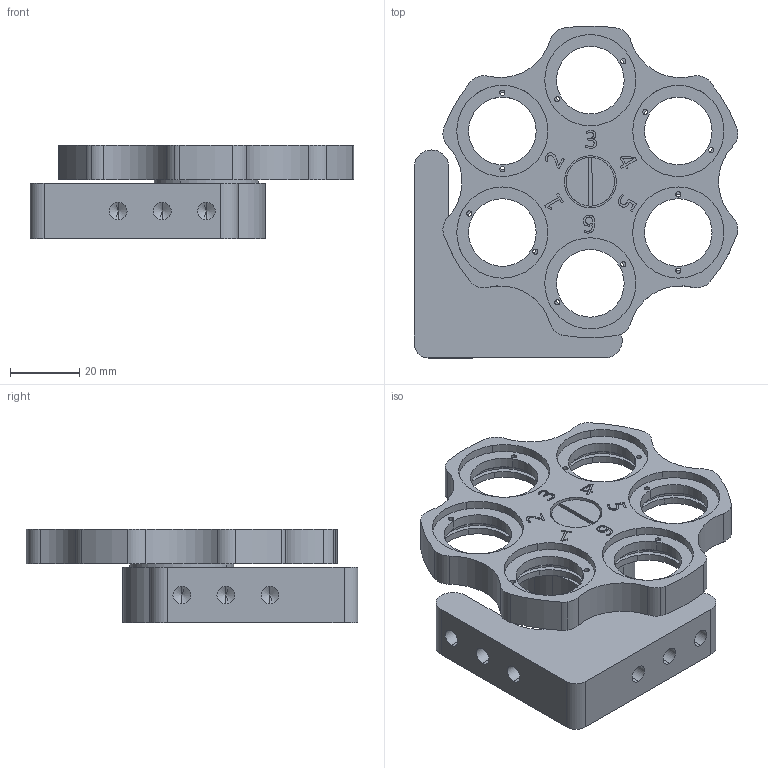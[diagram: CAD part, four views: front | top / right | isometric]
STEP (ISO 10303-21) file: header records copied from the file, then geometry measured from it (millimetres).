
FILE_DESCRIPTION (( 'STEP AP203' ), '1' );
FILE_NAME ('04RFH-1.STEP', '2016-04-14T02:13:50', ( '' ), ( '' ), 'SwSTEP 2.0', 'SolidWorks 2016', '' );
FILE_SCHEMA (( 'CONFIG_CONTROL_DESIGN' ));
Length unit declared in the file: millimetre
Products named in the file (1): 04RFH-1
Bounding box: 93.34 x 95.73 x 27 mm (x, y, z)
Volume: 69744.3 mm3; surface area: 37749.4 mm2
Topology: 21 solids, 21 shells, 408 faces, 1031 edges, 672 vertices
Faces by surface type: cylinder 191, plane 114, bspline 75, cone 22, sphere 6
Entity records: 15650 total; most frequent: CARTESIAN_POINT 5945, ORIENTED_EDGE 1982, DIRECTION 1939, EDGE_CURVE 991, AXIS2_PLACEMENT_3D 764, VERTEX_POINT 662, EDGE_LOOP 519, CIRCLE 430
